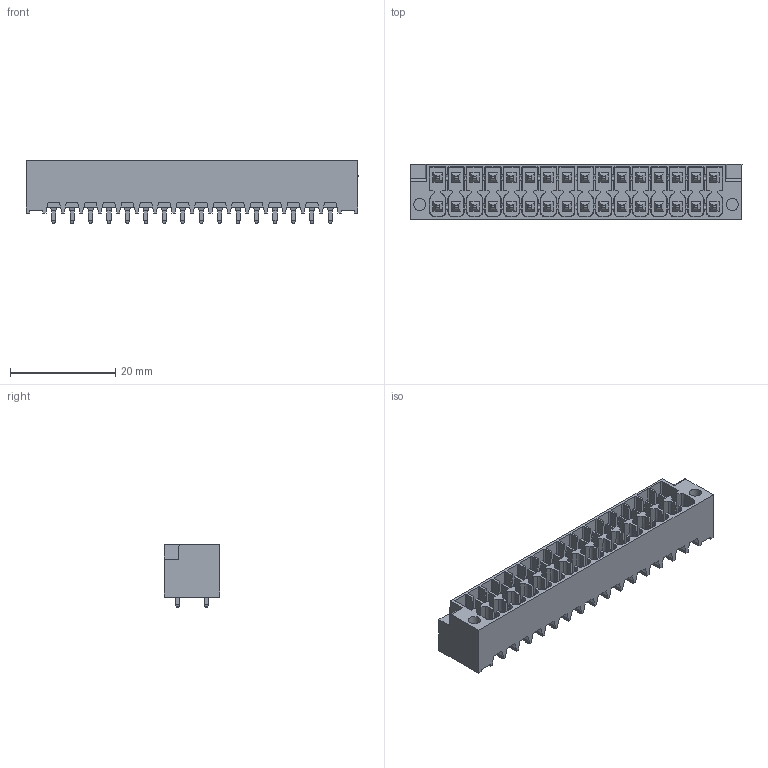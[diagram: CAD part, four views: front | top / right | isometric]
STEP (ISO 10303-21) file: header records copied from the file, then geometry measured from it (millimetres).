
FILE_DESCRIPTION(/* description */ (''),/* implementation_level */ '2;1');
FILE_NAME(/* name */ 'PHOENIX_1787535.stp',/* time_stamp */ '2017-09-04T11:02:45+02:00',/* author */ ('jwickham'),/* organization */ (''),/* preprocessor_version */ 'ST-DEVELOPER v16.5',/* originating_system */ 'AutoCAD Mechanical',/* authorisation */ '');
FILE_SCHEMA (('AUTOMOTIVE_DESIGN { 1 0 10303 214 3 1 1 }'));
Length unit declared in the file: millimetre
Products named in the file (1): Product
Bounding box: 63 x 10.6 x 12 mm (x, y, z)
Volume: 3039.8 mm3; surface area: 6984.6 mm2
Topology: 65 solids, 81 shells, 1655 faces, 4335 edges, 2909 vertices
Faces by surface type: plane 1409, cylinder 246
Full cylindrical faces by diameter (mm): 0.8 x16, 2.3 x2
Entity records: 50139 total; most frequent: CARTESIAN_POINT 8866, ORIENTED_EDGE 8618, DIRECTION 8113, EDGE_CURVE 4309, LINE 3817, VECTOR 3817, VERTEX_POINT 2901, AXIS2_PLACEMENT_3D 2148
